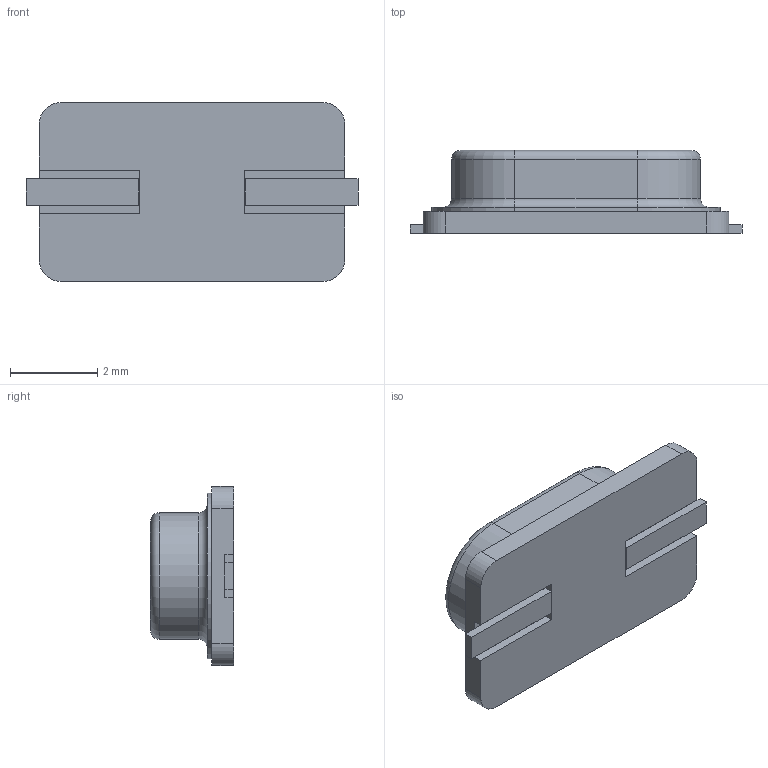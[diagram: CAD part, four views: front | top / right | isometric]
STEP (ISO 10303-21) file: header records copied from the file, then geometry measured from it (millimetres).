
FILE_DESCRIPTION (( 'STEP AP214' ), '1' );
FILE_NAME ('ABLS7M2.STEP', '2015-01-29T09:10:29', ( 'sathurthi' ), ( '' ), 'SwSTEP 2.0', 'SolidWorks 2012', '' );
FILE_SCHEMA (( 'AUTOMOTIVE_DESIGN' ));
Length unit declared in the file: millimetre
Products named in the file (1): ABLS7M2
Bounding box: 7.6 x 1.9 x 4.1 mm (x, y, z)
Volume: 35.3 mm3; surface area: 91.1 mm2
Topology: 1 solids, 1 shells, 148 faces, 390 edges, 256 vertices
Faces by surface type: plane 92, bspline 40, cylinder 12, torus 4
Entity records: 7153 total; most frequent: CARTESIAN_POINT 3147, ORIENTED_EDGE 780, DIRECTION 556, EDGE_CURVE 390, VECTOR 282, LINE 282, VERTEX_POINT 256, EDGE_LOOP 160
